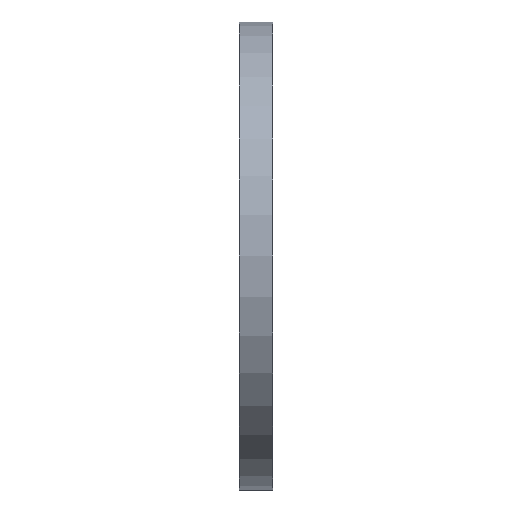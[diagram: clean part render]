
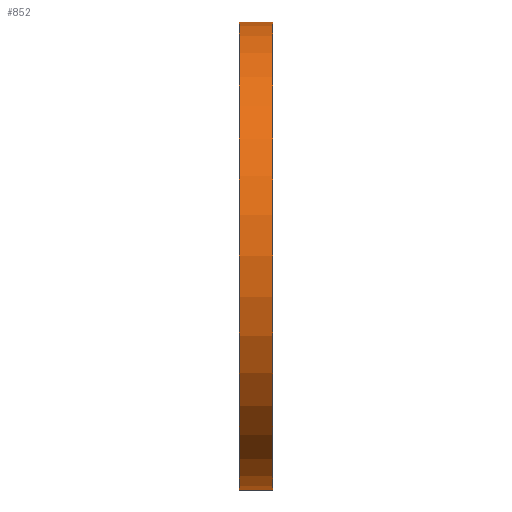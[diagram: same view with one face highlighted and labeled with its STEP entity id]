
A CAD part, left-side view. The second image highlights one B-rep face of the part: STEP entity #852.
In plain terms, the highlighted cylindrical face has radius 35 mm (diameter 70 mm), a partial arc.
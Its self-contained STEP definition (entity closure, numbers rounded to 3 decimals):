
#6=CARTESIAN_POINT('',(0.,0.,0.));
#7=DIRECTION('',(0.,1.,0.));
#8=DIRECTION('',(0.,0.,-1.));
#9=AXIS2_PLACEMENT_3D('',#6,#7,#8);
#187=DIRECTION('',(0.,1.,0.));
#188=VECTOR('',#187,5.);
#189=CARTESIAN_POINT('',(0.,0.,35.));
#190=LINE('',#189,#188);
#191=DIRECTION('',(0.,1.,0.));
#192=VECTOR('',#191,5.);
#193=CARTESIAN_POINT('',(0.,0.,-35.));
#194=LINE('',#193,#192);
#200=CARTESIAN_POINT('',(0.,5.,0.));
#201=DIRECTION('',(0.,1.,0.));
#202=DIRECTION('',(0.,0.,-1.));
#203=AXIS2_PLACEMENT_3D('',#200,#201,#202);
#541=CARTESIAN_POINT('',(0.,0.,35.));
#542=CARTESIAN_POINT('',(0.,0.,-35.));
#543=VERTEX_POINT('',#541);
#544=VERTEX_POINT('',#542);
#545=CARTESIAN_POINT('',(0.,5.,35.));
#546=CARTESIAN_POINT('',(0.,5.,-35.));
#547=VERTEX_POINT('',#545);
#548=VERTEX_POINT('',#546);
#840=CARTESIAN_POINT('',(0.,0.,0.));
#841=DIRECTION('',(0.,1.,0.));
#842=DIRECTION('',(0.,0.,1.));
#843=AXIS2_PLACEMENT_3D('',#840,#841,#842);
#844=CYLINDRICAL_SURFACE('',#843,35.);
#845=ORIENTED_EDGE('',*,*,#716,.F.);
#846=ORIENTED_EDGE('',*,*,#835,.T.);
#848=ORIENTED_EDGE('',*,*,#847,.T.);
#849=ORIENTED_EDGE('',*,*,#831,.F.);
#850=EDGE_LOOP('',(#845,#846,#848,#849));
#851=FACE_OUTER_BOUND('',#850,.F.);
#852=ADVANCED_FACE('',(#851),#844,.T.);
#10=CIRCLE('',#9,35.);
#204=CIRCLE('',#203,35.);
#716=EDGE_CURVE('',#544,#543,#10,.T.);
#831=EDGE_CURVE('',#543,#547,#190,.T.);
#835=EDGE_CURVE('',#544,#548,#194,.T.);
#847=EDGE_CURVE('',#548,#547,#204,.T.);
